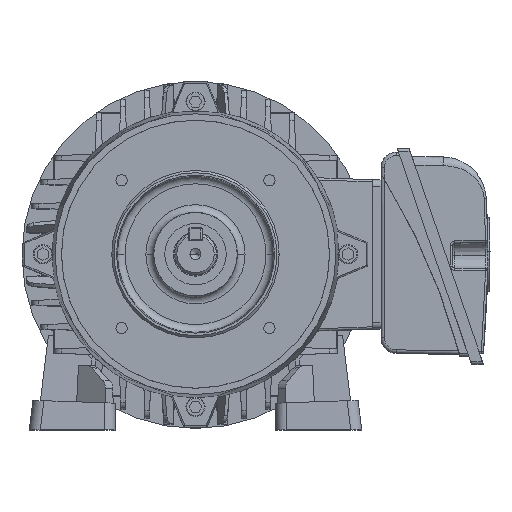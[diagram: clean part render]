
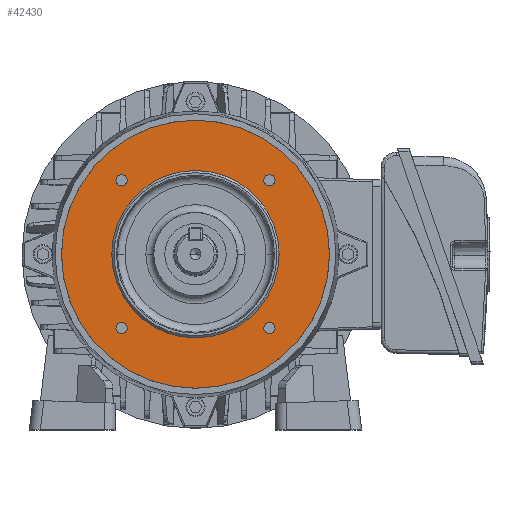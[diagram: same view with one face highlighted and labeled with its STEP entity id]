
A CAD part, top view. The second image highlights one B-rep face of the part: STEP entity #42430.
In plain terms, the highlighted planar face has unit normal (0, 0, 1).
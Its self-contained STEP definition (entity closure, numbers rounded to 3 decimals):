
#184 = CIRCLE ( 'NONE', #44837, 2.553 ) ;
#548 = CARTESIAN_POINT ( 'NONE',  ( -36.211, -33.658, 7.1 ) ) ;
#1414 = CIRCLE ( 'NONE', #11451, 2.553 ) ;
#2140 = AXIS2_PLACEMENT_3D ( 'NONE', #54525, #36265, #9122 ) ;
#3407 = CARTESIAN_POINT ( 'NONE',  ( 0., 0., 7.1 ) ) ;
#3724 = EDGE_LOOP ( 'NONE', ( #51592, #52912 ) ) ;
#4074 = CIRCLE ( 'NONE', #22933, 61.026 ) ;
#4290 = DIRECTION ( 'NONE',  ( 1., 0., 0. ) ) ;
#4835 = AXIS2_PLACEMENT_3D ( 'NONE', #11866, #12243, #43319 ) ;
#5936 = VERTEX_POINT ( 'NONE', #8542 ) ;
#5980 = VERTEX_POINT ( 'NONE', #32535 ) ;
#6041 = AXIS2_PLACEMENT_3D ( 'NONE', #17590, #18181, #58470 ) ;
#6491 = EDGE_CURVE ( 'NONE', #23727, #32939, #6849, .T. ) ;
#6849 = CIRCLE ( 'NONE', #57132, 2.553 ) ;
#7897 = CARTESIAN_POINT ( 'NONE',  ( 33.658, -33.658, 7.1 ) ) ;
#8542 = CARTESIAN_POINT ( 'NONE',  ( 31.106, 33.658, 7.1 ) ) ;
#8775 = CIRCLE ( 'NONE', #2140, 2.553 ) ;
#8855 = VERTEX_POINT ( 'NONE', #47435 ) ;
#8937 = EDGE_CURVE ( 'NONE', #25555, #33270, #22962, .T. ) ;
#9122 = DIRECTION ( 'NONE',  ( 1., 0., 0. ) ) ;
#10279 = DIRECTION ( 'NONE',  ( 0., 0., 1. ) ) ;
#11451 = AXIS2_PLACEMENT_3D ( 'NONE', #24295, #56026, #28863 ) ;
#11545 = CARTESIAN_POINT ( 'NONE',  ( -33.658, 33.658, 7.1 ) ) ;
#11866 = CARTESIAN_POINT ( 'NONE',  ( -33.658, 33.658, 7.1 ) ) ;
#11928 = EDGE_CURVE ( 'NONE', #46877, #20051, #14589, .T. ) ;
#12243 = DIRECTION ( 'NONE',  ( 0., 0., 1. ) ) ;
#13030 = CARTESIAN_POINT ( 'NONE',  ( -31.106, -33.658, 7.1 ) ) ;
#13308 = DIRECTION ( 'NONE',  ( 0., 0., -1. ) ) ;
#14023 = DIRECTION ( 'NONE',  ( 0., 0., 1. ) ) ;
#14589 = CIRCLE ( 'NONE', #23600, 38.1 ) ;
#17590 = CARTESIAN_POINT ( 'NONE',  ( 0., -70., 7.1 ) ) ;
#18106 = DIRECTION ( 'NONE',  ( 1., 0., 0. ) ) ;
#18181 = DIRECTION ( 'NONE',  ( 0., 0., 1. ) ) ;
#18977 = EDGE_CURVE ( 'NONE', #5980, #36277, #4074, .T. ) ;
#19066 = ORIENTED_EDGE ( 'NONE', *, *, #6491, .F. ) ;
#19367 = DIRECTION ( 'NONE',  ( 1., 0., 0. ) ) ;
#19532 = EDGE_LOOP ( 'NONE', ( #57819, #39468 ) ) ;
#20051 = VERTEX_POINT ( 'NONE', #26166 ) ;
#21386 = DIRECTION ( 'NONE',  ( 0., 0., 1. ) ) ;
#22933 = AXIS2_PLACEMENT_3D ( 'NONE', #53570, #44800, #26426 ) ;
#22962 = CIRCLE ( 'NONE', #39394, 2.553 ) ;
#23600 = AXIS2_PLACEMENT_3D ( 'NONE', #3407, #35172, #39550 ) ;
#23727 = VERTEX_POINT ( 'NONE', #13030 ) ;
#23883 = CARTESIAN_POINT ( 'NONE',  ( 36.211, -33.658, 7.1 ) ) ;
#24295 = CARTESIAN_POINT ( 'NONE',  ( 33.658, -33.658, 7.1 ) ) ;
#24612 = EDGE_CURVE ( 'NONE', #56945, #54684, #1414, .T. ) ;
#25555 = VERTEX_POINT ( 'NONE', #50118 ) ;
#25917 = FACE_BOUND ( 'NONE', #3724, .T. ) ;
#26093 = ORIENTED_EDGE ( 'NONE', *, *, #24612, .F. ) ;
#26166 = CARTESIAN_POINT ( 'NONE',  ( 38.1, 0., 7.1 ) ) ;
#26426 = DIRECTION ( 'NONE',  ( 1., 0., 0. ) ) ;
#27725 = CARTESIAN_POINT ( 'NONE',  ( -33.658, -33.658, 7.1 ) ) ;
#27728 = CARTESIAN_POINT ( 'NONE',  ( 33.658, 33.658, 7.1 ) ) ;
#27736 = EDGE_LOOP ( 'NONE', ( #26093, #30279 ) ) ;
#27742 = AXIS2_PLACEMENT_3D ( 'NONE', #44991, #13308, #45378 ) ;
#28808 = CIRCLE ( 'NONE', #4835, 2.553 ) ;
#28863 = DIRECTION ( 'NONE',  ( 1., 0., 0. ) ) ;
#30279 = ORIENTED_EDGE ( 'NONE', *, *, #43724, .F. ) ;
#30916 = EDGE_LOOP ( 'NONE', ( #40347, #49153 ) ) ;
#31379 = CIRCLE ( 'NONE', #58315, 2.553 ) ;
#31553 = EDGE_CURVE ( 'NONE', #33270, #25555, #28808, .T. ) ;
#31596 = FACE_BOUND ( 'NONE', #19532, .T. ) ;
#32535 = CARTESIAN_POINT ( 'NONE',  ( 61.026, 0., 7.1 ) ) ;
#32834 = EDGE_CURVE ( 'NONE', #20051, #46877, #50205, .T. ) ;
#32939 = VERTEX_POINT ( 'NONE', #548 ) ;
#33270 = VERTEX_POINT ( 'NONE', #46769 ) ;
#33695 = EDGE_CURVE ( 'NONE', #5936, #8855, #42864, .T. ) ;
#35172 = DIRECTION ( 'NONE',  ( 0., 0., -1. ) ) ;
#36265 = DIRECTION ( 'NONE',  ( 0., 0., 1. ) ) ;
#36277 = VERTEX_POINT ( 'NONE', #51683 ) ;
#36630 = EDGE_CURVE ( 'NONE', #8855, #5936, #31379, .T. ) ;
#36748 = DIRECTION ( 'NONE',  ( 0., 0., 1. ) ) ;
#37866 = AXIS2_PLACEMENT_3D ( 'NONE', #45237, #58184, #18106 ) ;
#38826 = DIRECTION ( 'NONE',  ( 0., 0., 1. ) ) ;
#38890 = EDGE_CURVE ( 'NONE', #32939, #23727, #8775, .T. ) ;
#39394 = AXIS2_PLACEMENT_3D ( 'NONE', #11545, #21386, #4290 ) ;
#39468 = ORIENTED_EDGE ( 'NONE', *, *, #8937, .F. ) ;
#39550 = DIRECTION ( 'NONE',  ( -1., 0., 0. ) ) ;
#40347 = ORIENTED_EDGE ( 'NONE', *, *, #40462, .T. ) ;
#40462 = EDGE_CURVE ( 'NONE', #36277, #5980, #54754, .T. ) ;
#40751 = CARTESIAN_POINT ( 'NONE',  ( 33.658, 33.658, 7.1 ) ) ;
#41767 = CARTESIAN_POINT ( 'NONE',  ( 31.106, -33.658, 7.1 ) ) ;
#42134 = ORIENTED_EDGE ( 'NONE', *, *, #38890, .F. ) ;
#42202 = FACE_BOUND ( 'NONE', #47529, .T. ) ;
#42430 = ADVANCED_FACE ( 'NONE', ( #31596, #25917, #54281, #46462, #42202, #45726 ), #54296, .T. ) ;
#42864 = CIRCLE ( 'NONE', #50887, 2.553 ) ;
#43319 = DIRECTION ( 'NONE',  ( 1., 0., 0. ) ) ;
#43724 = EDGE_CURVE ( 'NONE', #54684, #56945, #184, .T. ) ;
#44162 = DIRECTION ( 'NONE',  ( 1., 0., 0. ) ) ;
#44800 = DIRECTION ( 'NONE',  ( 0., 0., 1. ) ) ;
#44837 = AXIS2_PLACEMENT_3D ( 'NONE', #7897, #38826, #44162 ) ;
#44991 = CARTESIAN_POINT ( 'NONE',  ( 0., 0., 7.1 ) ) ;
#45237 = CARTESIAN_POINT ( 'NONE',  ( 0., 0., 7.1 ) ) ;
#45263 = DIRECTION ( 'NONE',  ( 1., 0., 0. ) ) ;
#45378 = DIRECTION ( 'NONE',  ( -1., 0., 0. ) ) ;
#45726 = FACE_OUTER_BOUND ( 'NONE', #30916, .T. ) ;
#45736 = DIRECTION ( 'NONE',  ( 1., 0., 0. ) ) ;
#46462 = FACE_BOUND ( 'NONE', #55718, .T. ) ;
#46769 = CARTESIAN_POINT ( 'NONE',  ( -31.106, 33.658, 7.1 ) ) ;
#46877 = VERTEX_POINT ( 'NONE', #49492 ) ;
#47435 = CARTESIAN_POINT ( 'NONE',  ( 36.211, 33.658, 7.1 ) ) ;
#47529 = EDGE_LOOP ( 'NONE', ( #57924, #50914 ) ) ;
#49153 = ORIENTED_EDGE ( 'NONE', *, *, #18977, .T. ) ;
#49492 = CARTESIAN_POINT ( 'NONE',  ( -38.1, 0., 7.1 ) ) ;
#50118 = CARTESIAN_POINT ( 'NONE',  ( -36.211, 33.658, 7.1 ) ) ;
#50205 = CIRCLE ( 'NONE', #27742, 38.1 ) ;
#50887 = AXIS2_PLACEMENT_3D ( 'NONE', #27728, #10279, #19367 ) ;
#50914 = ORIENTED_EDGE ( 'NONE', *, *, #32834, .T. ) ;
#51592 = ORIENTED_EDGE ( 'NONE', *, *, #36630, .F. ) ;
#51683 = CARTESIAN_POINT ( 'NONE',  ( -61.026, 0., 7.1 ) ) ;
#52912 = ORIENTED_EDGE ( 'NONE', *, *, #33695, .F. ) ;
#53570 = CARTESIAN_POINT ( 'NONE',  ( 0., 0., 7.1 ) ) ;
#54281 = FACE_BOUND ( 'NONE', #27736, .T. ) ;
#54296 = PLANE ( 'NONE',  #6041 ) ;
#54525 = CARTESIAN_POINT ( 'NONE',  ( -33.658, -33.658, 7.1 ) ) ;
#54684 = VERTEX_POINT ( 'NONE', #41767 ) ;
#54754 = CIRCLE ( 'NONE', #37866, 61.026 ) ;
#55718 = EDGE_LOOP ( 'NONE', ( #19066, #42134 ) ) ;
#56026 = DIRECTION ( 'NONE',  ( 0., 0., 1. ) ) ;
#56945 = VERTEX_POINT ( 'NONE', #23883 ) ;
#57132 = AXIS2_PLACEMENT_3D ( 'NONE', #27725, #14023, #45736 ) ;
#57819 = ORIENTED_EDGE ( 'NONE', *, *, #31553, .F. ) ;
#57924 = ORIENTED_EDGE ( 'NONE', *, *, #11928, .T. ) ;
#58184 = DIRECTION ( 'NONE',  ( 0., 0., 1. ) ) ;
#58315 = AXIS2_PLACEMENT_3D ( 'NONE', #40751, #36748, #45263 ) ;
#58470 = DIRECTION ( 'NONE',  ( 1., 0., 0. ) ) ;
